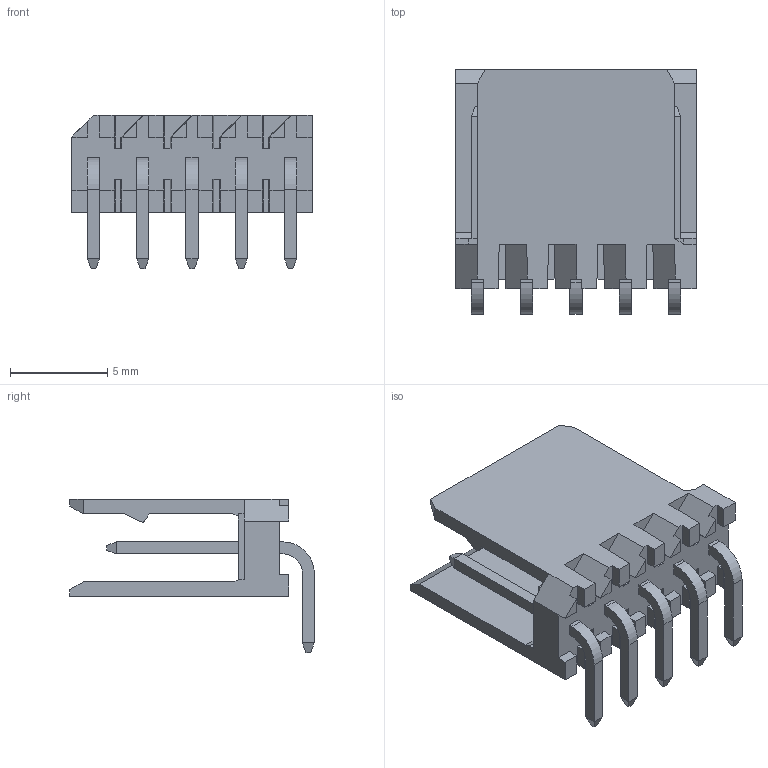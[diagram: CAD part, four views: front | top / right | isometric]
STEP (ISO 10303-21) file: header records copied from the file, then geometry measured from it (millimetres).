
FILE_DESCRIPTION(/* description */ ('Unknown'),/* implementation_level */ '2;1');
FILE_NAME(/* name */ 'J_Wurth_WR-WTB_66100511722',/* time_stamp */ '2025-05-22T11:47:28+08:00',/* author */ ('Unknown'),/* organization */ ('Unknown'),/* preprocessor_version */ 'ST-DEVELOPER v19.4',/* originating_system */ 'Solid Edge',/* authorisation */ 'Unknown');
FILE_SCHEMA (('AUTOMOTIVE_DESIGN {1 0 10303 214 3 1 1}'));
Length unit declared in the file: millimetre
Products named in the file (2): J_Wurth_WR-WTB_66100511722
Assembly tree (1 placements, depth 2):
  J_Wurth_WR-WTB_66100511722
    J_Wurth_WR-WTB_66100511722
Bounding box: 12.4 x 12.61 x 7.9 mm (x, y, z)
Volume: 293.3 mm3; surface area: 841.7 mm2
Topology: 1 solids, 1 shells, 238 faces, 631 edges, 405 vertices
Faces by surface type: plane 227, cylinder 11
Entity records: 8890 total; most frequent: CARTESIAN_POINT 1276, ORIENTED_EDGE 1262, DIRECTION 1133, EDGE_CURVE 631, LINE 609, VECTOR 609, VERTEX_POINT 405, AXIS2_PLACEMENT_3D 262
